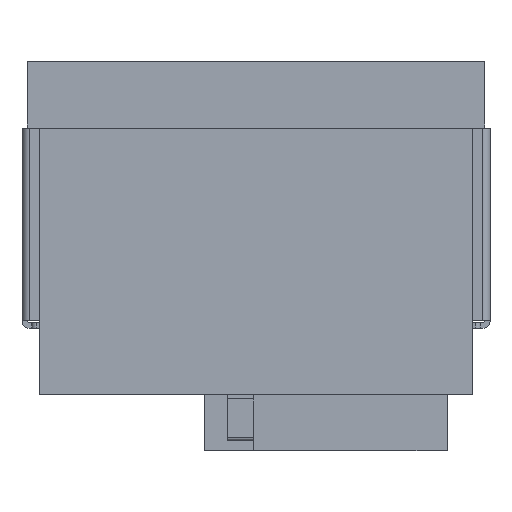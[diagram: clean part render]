
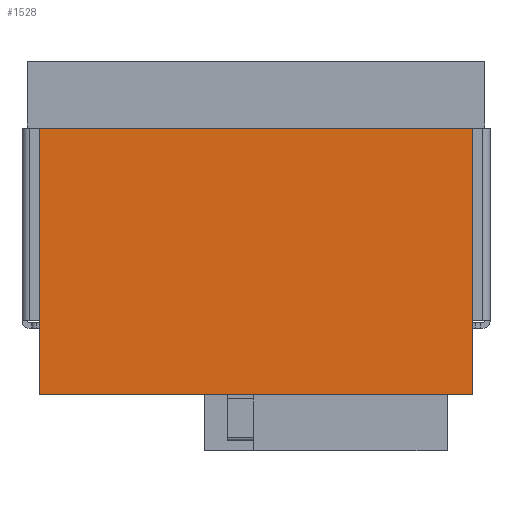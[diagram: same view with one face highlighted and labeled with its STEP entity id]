
A CAD part, front view. The second image highlights one B-rep face of the part: STEP entity #1528.
In plain terms, the highlighted planar face has unit normal (0, -1, 0).
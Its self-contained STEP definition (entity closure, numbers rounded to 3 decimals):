
#1508=AXIS2_PLACEMENT_3D('Plane Axis2P3D',#1505,#1506,#1507) ;
#64=CARTESIAN_POINT('Vertex',(93.5,2.5,11.7)) ;
#67=CARTESIAN_POINT('Line Origine',(48.,2.5,11.7)) ;
#71=CARTESIAN_POINT('Vertex',(2.5,2.5,11.7)) ;
#1476=CARTESIAN_POINT('Line Origine',(2.5,2.5,39.7)) ;
#1480=CARTESIAN_POINT('Vertex',(2.5,2.5,67.7)) ;
#1505=CARTESIAN_POINT('Axis2P3D Location',(93.5,2.5,11.7)) ;
#1510=CARTESIAN_POINT('Line Origine',(93.5,2.5,39.7)) ;
#1514=CARTESIAN_POINT('Vertex',(93.5,2.5,67.7)) ;
#1517=CARTESIAN_POINT('Line Origine',(48.,2.5,67.7)) ;
#68=DIRECTION('Vector Direction',(-1.,0.,0.)) ;
#1477=DIRECTION('Vector Direction',(0.,0.,1.)) ;
#1506=DIRECTION('Axis2P3D Direction',(0.,1.,-0.)) ;
#1507=DIRECTION('Axis2P3D XDirection',(-1.,0.,0.)) ;
#1511=DIRECTION('Vector Direction',(0.,0.,1.)) ;
#1518=DIRECTION('Vector Direction',(-1.,0.,0.)) ;
#69=VECTOR('Line Direction',#68,1.) ;
#1478=VECTOR('Line Direction',#1477,1.) ;
#1512=VECTOR('Line Direction',#1511,1.) ;
#1519=VECTOR('Line Direction',#1518,1.) ;
#1523=ORIENTED_EDGE('',*,*,#1482,.F.) ;
#1524=ORIENTED_EDGE('',*,*,#73,.T.) ;
#1525=ORIENTED_EDGE('',*,*,#1516,.T.) ;
#1526=ORIENTED_EDGE('',*,*,#1521,.F.) ;
#1528=ADVANCED_FACE('POWER_MONITOR',(#1527),#1509,.F.) ;
#73=EDGE_CURVE('',#72,#65,#70,.F.) ;
#1482=EDGE_CURVE('',#72,#1481,#1479,.T.) ;
#1516=EDGE_CURVE('',#65,#1515,#1513,.T.) ;
#1521=EDGE_CURVE('',#1481,#1515,#1520,.F.) ;
#1522=EDGE_LOOP('',(#1523,#1524,#1525,#1526)) ;
#1527=FACE_OUTER_BOUND('',#1522,.T.) ;
#70=LINE('Line',#67,#69) ;
#1479=LINE('Line',#1476,#1478) ;
#1513=LINE('Line',#1510,#1512) ;
#1520=LINE('Line',#1517,#1519) ;
#1509=PLANE('',#1508) ;
#65=VERTEX_POINT('',#64) ;
#72=VERTEX_POINT('',#71) ;
#1481=VERTEX_POINT('',#1480) ;
#1515=VERTEX_POINT('',#1514) ;
